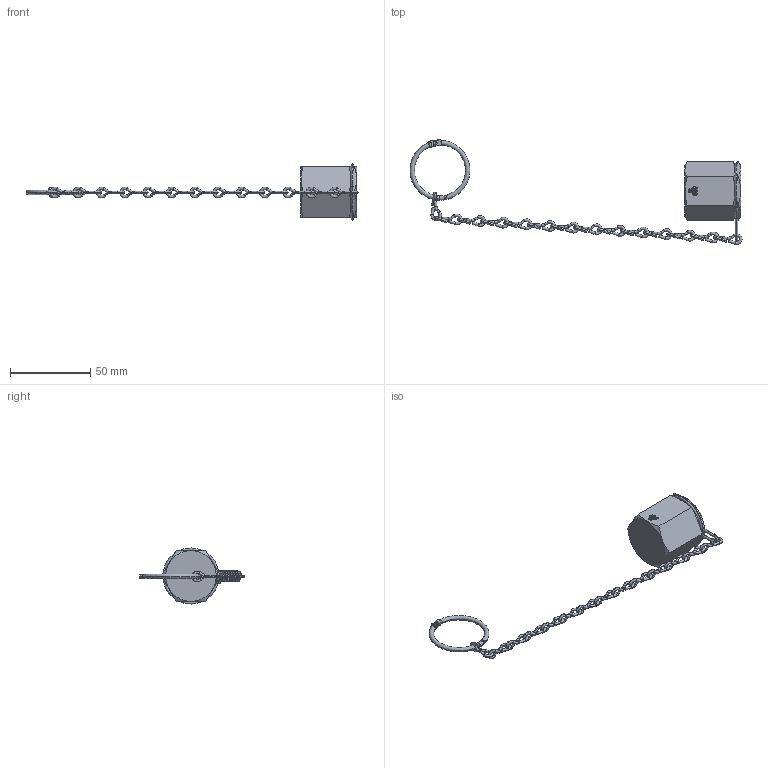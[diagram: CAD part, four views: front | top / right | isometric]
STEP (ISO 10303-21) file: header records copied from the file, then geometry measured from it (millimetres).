
FILE_DESCRIPTION (( 'STEP AP203' ), '1' );
FILE_NAME ('AD-580FSS-BL-R.STEP', '2025-10-27T12:22:14', ( '' ), ( '' ), 'SwSTEP 2.0', 'SolidWorks 2018', '' );
FILE_SCHEMA (( 'CONFIG_CONTROL_DESIGN' ));
Length unit declared in the file: inch
Products named in the file (8): PRT-002285; AD-580FSS-BL-R; PRT-002239_STAINLESS; PRT-002255_SMALL PIN; PRT-000048; ASY-000214_One Link Bent; PRT-002245_RING-1.187D HALF; ASY-000291
Assembly tree (21 placements, depth 3):
  AD-580FSS-BL-R
    PRT-000048
    PRT-002285
    ASY-000291
      PRT-002245_RING-1.187D HALF  x2
      PRT-002255_SMALL PIN
    ASY-000214_One Link Bent
      PRT-002239_STAINLESS  x14
Bounding box: 206.91 x 65.41 x 34.92 mm (x, y, z)
Volume: 23295.5 mm3; surface area: 12400 mm2
Topology: 19 solids, 19 shells, 536 faces, 1256 edges, 753 vertices
Faces by surface type: cylinder 180, bspline 131, torus 110, plane 86, sphere 16, cone 13
Entity records: 15733 total; most frequent: CARTESIAN_POINT 9692, ORIENTED_EDGE 1110, DIRECTION 801, EDGE_CURVE 555, VERTEX_POINT 350, AXIS2_PLACEMENT_3D 302, EDGE_LOOP 243, B_SPLINE_CURVE_WITH_KNOTS 230
